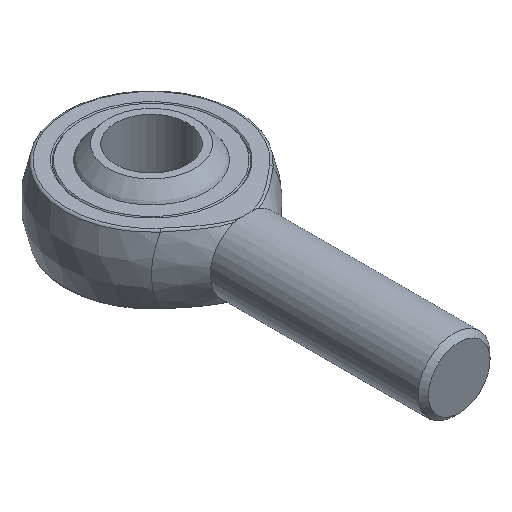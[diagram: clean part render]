
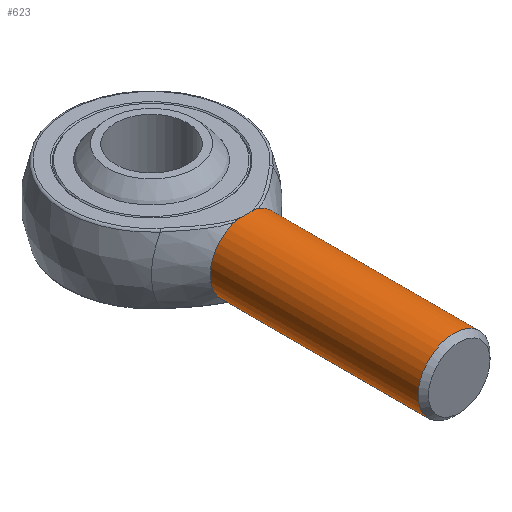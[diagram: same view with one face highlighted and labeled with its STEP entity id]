
A CAD part, isometric view. The second image highlights one B-rep face of the part: STEP entity #623.
In plain terms, the highlighted cylindrical face has radius 7 mm (diameter 14 mm), a full revolution.
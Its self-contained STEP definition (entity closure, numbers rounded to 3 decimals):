
#1 = CIRCLE ( 'NONE', #679, 7. ) ;
#9 = ORIENTED_EDGE ( 'NONE', *, *, #649, .F. ) ;
#10 = CARTESIAN_POINT ( 'NONE',  ( 0., -59., 0. ) ) ;
#31 = CARTESIAN_POINT ( 'NONE',  ( 2.381, -18.456, -6.582 ) ) ;
#34 = EDGE_CURVE ( 'NONE', #275, #497, #269, .T. ) ;
#59 = CYLINDRICAL_SURFACE ( 'NONE', #337, 7. ) ;
#63 = CARTESIAN_POINT ( 'NONE',  ( 0., -18.456, 0. ) ) ;
#68 = CARTESIAN_POINT ( 'NONE',  ( -2.262, -18.456, 6.626 ) ) ;
#80 = CARTESIAN_POINT ( 'NONE',  ( 2.027, -18.406, -6.7 ) ) ;
#94 = EDGE_CURVE ( 'NONE', #497, #348, #789, .T. ) ;
#111 = VERTEX_POINT ( 'NONE', #31 ) ;
#143 = B_SPLINE_CURVE_WITH_KNOTS ( 'NONE', 3,
 ( #454, #393, #68, #227 ),
 .UNSPECIFIED., .F., .F.,
 ( 4, 4 ),
 ( 0., 0. ),
 .UNSPECIFIED. ) ;
#182 = CARTESIAN_POINT ( 'NONE',  ( 2.143, -18.447, -6.665 ) ) ;
#191 = AXIS2_PLACEMENT_3D ( 'NONE', #63, #461, #457 ) ;
#192 = CARTESIAN_POINT ( 'NONE',  ( -2.143, -18.447, -6.665 ) ) ;
#216 = EDGE_CURVE ( 'NONE', #945, #945, #1, .T. ) ;
#220 = CARTESIAN_POINT ( 'NONE',  ( -0.696, -18.809, -7.103 ) ) ;
#227 = CARTESIAN_POINT ( 'NONE',  ( -2.381, -18.456, 6.582 ) ) ;
#247 = CARTESIAN_POINT ( 'NONE',  ( -2.381, -18.456, 6.582 ) ) ;
#269 = CIRCLE ( 'NONE', #984, 7. ) ;
#270 = CARTESIAN_POINT ( 'NONE',  ( 2.143, -18.447, 6.665 ) ) ;
#275 = VERTEX_POINT ( 'NONE', #247 ) ;
#299 = CARTESIAN_POINT ( 'NONE',  ( 0.696, -18.809, -7.103 ) ) ;
#301 = ORIENTED_EDGE ( 'NONE', *, *, #94, .T. ) ;
#314 = DIRECTION ( 'NONE',  ( 0., 0., -1. ) ) ;
#337 = AXIS2_PLACEMENT_3D ( 'NONE', #691, #1023, #466 ) ;
#340 = CARTESIAN_POINT ( 'NONE',  ( 2.027, -18.406, 6.7 ) ) ;
#346 = DIRECTION ( 'NONE',  ( 0., 0., -1. ) ) ;
#347 = CARTESIAN_POINT ( 'NONE',  ( -2.027, -18.406, -6.7 ) ) ;
#348 = VERTEX_POINT ( 'NONE', #347 ) ;
#351 = B_SPLINE_CURVE_WITH_KNOTS ( 'NONE', 3,
 ( #991, #674, #270, #928 ),
 .UNSPECIFIED., .F., .F.,
 ( 4, 4 ),
 ( 0., 0. ),
 .UNSPECIFIED. ) ;
#357 = CARTESIAN_POINT ( 'NONE',  ( 0., -59., -7. ) ) ;
#367 = ORIENTED_EDGE ( 'NONE', *, *, #547, .T. ) ;
#385 = ORIENTED_EDGE ( 'NONE', *, *, #476, .T. ) ;
#393 = CARTESIAN_POINT ( 'NONE',  ( -2.143, -18.447, 6.665 ) ) ;
#401 = EDGE_CURVE ( 'NONE', #804, #111, #744, .T. ) ;
#423 = CARTESIAN_POINT ( 'NONE',  ( -2.027, -18.406, 6.7 ) ) ;
#424 = CARTESIAN_POINT ( 'NONE',  ( -2.381, -18.456, -6.582 ) ) ;
#437 = EDGE_CURVE ( 'NONE', #464, #631, #546, .T. ) ;
#454 = CARTESIAN_POINT ( 'NONE',  ( -2.027, -18.406, 6.7 ) ) ;
#457 = DIRECTION ( 'NONE',  ( 0., 0., -1. ) ) ;
#461 = DIRECTION ( 'NONE',  ( 0., -1., 0. ) ) ;
#464 = VERTEX_POINT ( 'NONE', #1006 ) ;
#466 = DIRECTION ( 'NONE',  ( 0., 0., -1. ) ) ;
#476 = EDGE_CURVE ( 'NONE', #736, #631, #351, .T. ) ;
#490 = ORIENTED_EDGE ( 'NONE', *, *, #34, .T. ) ;
#497 = VERTEX_POINT ( 'NONE', #792 ) ;
#507 = CARTESIAN_POINT ( 'NONE',  ( 2.262, -18.456, -6.626 ) ) ;
#517 = CARTESIAN_POINT ( 'NONE',  ( 0.696, -18.809, 7.103 ) ) ;
#523 = CARTESIAN_POINT ( 'NONE',  ( -2.262, -18.456, -6.626 ) ) ;
#528 = CARTESIAN_POINT ( 'NONE',  ( -0.696, -18.809, 7.103 ) ) ;
#546 =( BOUNDED_CURVE ( )  B_SPLINE_CURVE ( 3, ( #423, #528, #517, #340 ),
 .UNSPECIFIED., .F., .F. ) 
 B_SPLINE_CURVE_WITH_KNOTS ( ( 4, 4 ),
 ( 5.989, 6.577 ),
 .UNSPECIFIED. ) 
 CURVE ( )  GEOMETRIC_REPRESENTATION_ITEM ( )  RATIONAL_B_SPLINE_CURVE ( ( 1., 0.971, 0.971, 1. ) ) 
 REPRESENTATION_ITEM ( '' )  );
#547 = EDGE_CURVE ( 'NONE', #111, #736, #746, .T. ) ;
#572 = EDGE_CURVE ( 'NONE', #464, #275, #143, .T. ) ;
#573 = ORIENTED_EDGE ( 'NONE', *, *, #572, .T. ) ;
#598 = CARTESIAN_POINT ( 'NONE',  ( 0., -18.456, 0. ) ) ;
#600 = EDGE_LOOP ( 'NONE', ( #625 ) ) ;
#614 = CARTESIAN_POINT ( 'NONE',  ( 2.027, -18.406, 6.7 ) ) ;
#623 = ADVANCED_FACE ( 'NONE', ( #776, #951 ), #59, .T. ) ;
#625 = ORIENTED_EDGE ( 'NONE', *, *, #216, .F. ) ;
#631 = VERTEX_POINT ( 'NONE', #614 ) ;
#646 =( BOUNDED_CURVE ( )  B_SPLINE_CURVE ( 3, ( #868, #299, #220, #821 ),
 .UNSPECIFIED., .F., .T. ) 
 B_SPLINE_CURVE_WITH_KNOTS ( ( 4, 4 ),
 ( 5.989, 6.577 ),
 .UNSPECIFIED. ) 
 CURVE ( )  GEOMETRIC_REPRESENTATION_ITEM ( )  RATIONAL_B_SPLINE_CURVE ( ( 1., 0.971, 0.971, 1. ) ) 
 REPRESENTATION_ITEM ( '' )  );
#649 = EDGE_CURVE ( 'NONE', #804, #348, #646, .T. ) ;
#650 = CARTESIAN_POINT ( 'NONE',  ( 2.381, -18.456, 6.582 ) ) ;
#674 = CARTESIAN_POINT ( 'NONE',  ( 2.262, -18.456, 6.626 ) ) ;
#679 = AXIS2_PLACEMENT_3D ( 'NONE', #10, #809, #314 ) ;
#688 = CARTESIAN_POINT ( 'NONE',  ( 2.381, -18.456, -6.582 ) ) ;
#691 = CARTESIAN_POINT ( 'NONE',  ( 0., -60., 0. ) ) ;
#736 = VERTEX_POINT ( 'NONE', #650 ) ;
#744 = B_SPLINE_CURVE_WITH_KNOTS ( 'NONE', 3,
 ( #938, #182, #507, #688 ),
 .UNSPECIFIED., .F., .F.,
 ( 4, 4 ),
 ( 0., 0. ),
 .UNSPECIFIED. ) ;
#745 = CARTESIAN_POINT ( 'NONE',  ( -2.027, -18.406, -6.7 ) ) ;
#746 = CIRCLE ( 'NONE', #191, 7. ) ;
#773 = EDGE_LOOP ( 'NONE', ( #9, #931, #367, #385, #807, #573, #490, #301 ) ) ;
#776 = FACE_OUTER_BOUND ( 'NONE', #773, .T. ) ;
#789 = B_SPLINE_CURVE_WITH_KNOTS ( 'NONE', 3,
 ( #424, #523, #192, #745 ),
 .UNSPECIFIED., .F., .F.,
 ( 4, 4 ),
 ( 0., 0. ),
 .UNSPECIFIED. ) ;
#792 = CARTESIAN_POINT ( 'NONE',  ( -2.381, -18.456, -6.582 ) ) ;
#804 = VERTEX_POINT ( 'NONE', #80 ) ;
#807 = ORIENTED_EDGE ( 'NONE', *, *, #437, .F. ) ;
#809 = DIRECTION ( 'NONE',  ( 0., -1., 0. ) ) ;
#821 = CARTESIAN_POINT ( 'NONE',  ( -2.027, -18.406, -6.7 ) ) ;
#868 = CARTESIAN_POINT ( 'NONE',  ( 2.027, -18.406, -6.7 ) ) ;
#928 = CARTESIAN_POINT ( 'NONE',  ( 2.027, -18.406, 6.7 ) ) ;
#931 = ORIENTED_EDGE ( 'NONE', *, *, #401, .T. ) ;
#938 = CARTESIAN_POINT ( 'NONE',  ( 2.027, -18.406, -6.7 ) ) ;
#945 = VERTEX_POINT ( 'NONE', #357 ) ;
#951 = FACE_OUTER_BOUND ( 'NONE', #600, .T. ) ;
#984 = AXIS2_PLACEMENT_3D ( 'NONE', #598, #998, #346 ) ;
#991 = CARTESIAN_POINT ( 'NONE',  ( 2.381, -18.456, 6.582 ) ) ;
#998 = DIRECTION ( 'NONE',  ( 0., -1., 0. ) ) ;
#1006 = CARTESIAN_POINT ( 'NONE',  ( -2.027, -18.406, 6.7 ) ) ;
#1023 = DIRECTION ( 'NONE',  ( 0., -1., 0. ) ) ;
